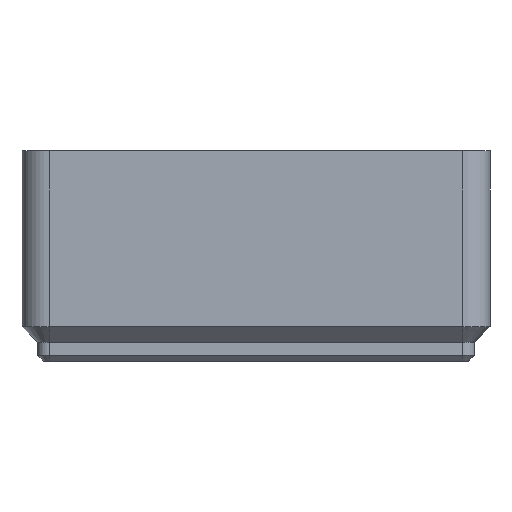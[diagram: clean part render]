
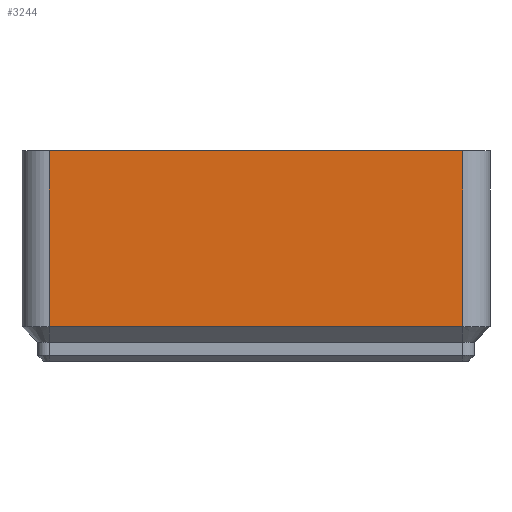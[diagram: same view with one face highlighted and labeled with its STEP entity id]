
A CAD part, front view. The second image highlights one B-rep face of the part: STEP entity #3244.
In plain terms, the highlighted planar face has unit normal (0, -1, 0).
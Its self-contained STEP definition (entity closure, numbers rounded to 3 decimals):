
#141=PLANE('',#3593);
#331=LINE('',#5240,#642);
#376=LINE('',#5363,#687);
#435=LINE('',#5520,#746);
#456=LINE('',#5639,#767);
#642=VECTOR('',#4094,10.);
#687=VECTOR('',#4229,10.);
#746=VECTOR('',#4392,10.);
#767=VECTOR('',#4569,10.);
#1016=FACE_OUTER_BOUND('',#1206,.T.);
#1206=EDGE_LOOP('',(#3055,#3056,#3057,#3058));
#1545=VERTEX_POINT('',#5237);
#1546=VERTEX_POINT('',#5239);
#1579=VERTEX_POINT('',#5359);
#1625=VERTEX_POINT('',#5518);
#1913=EDGE_CURVE('',#1546,#1545,#331,.T.);
#1975=EDGE_CURVE('',#1546,#1579,#376,.T.);
#2055=EDGE_CURVE('',#1545,#1625,#435,.T.);
#2114=EDGE_CURVE('',#1625,#1579,#456,.T.);
#3055=ORIENTED_EDGE('',*,*,#1913,.T.);
#3056=ORIENTED_EDGE('',*,*,#2055,.T.);
#3057=ORIENTED_EDGE('',*,*,#2114,.T.);
#3058=ORIENTED_EDGE('',*,*,#1975,.F.);
#3244=ADVANCED_FACE('',(#1016),#141,.T.);
#3593=AXIS2_PLACEMENT_3D('',#5644,#4576,#4577);
#4094=DIRECTION('',(0.,0.,1.));
#4229=DIRECTION('',(-1.,0.,0.));
#4392=DIRECTION('',(-1.,0.,0.));
#4569=DIRECTION('',(0.,0.,-1.));
#4576=DIRECTION('center_axis',(0.,-1.,0.));
#4577=DIRECTION('ref_axis',(1.,0.,0.));
#5237=CARTESIAN_POINT('',(60.75,0.,24.));
#5239=CARTESIAN_POINT('',(60.75,0.,-0.25));
#5240=CARTESIAN_POINT('',(60.75,0.,0.));
#5359=CARTESIAN_POINT('',(3.75,0.,-0.25));
#5363=CARTESIAN_POINT('',(54.625,0.,-0.25));
#5518=CARTESIAN_POINT('',(3.75,0.,24.));
#5520=CARTESIAN_POINT('',(16.125,0.,24.));
#5639=CARTESIAN_POINT('',(3.75,0.,0.));
#5644=CARTESIAN_POINT('Origin',(0.,0.,0.));
